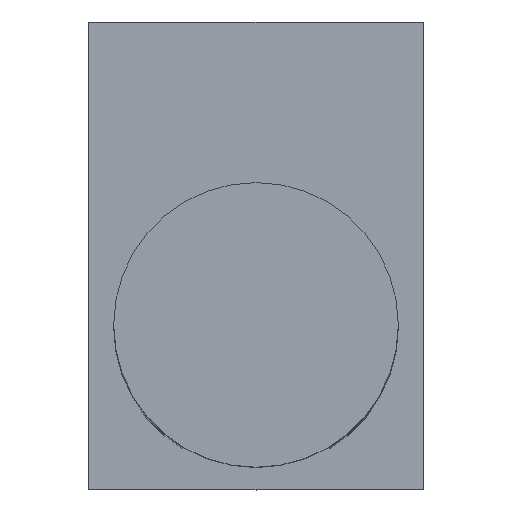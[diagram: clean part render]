
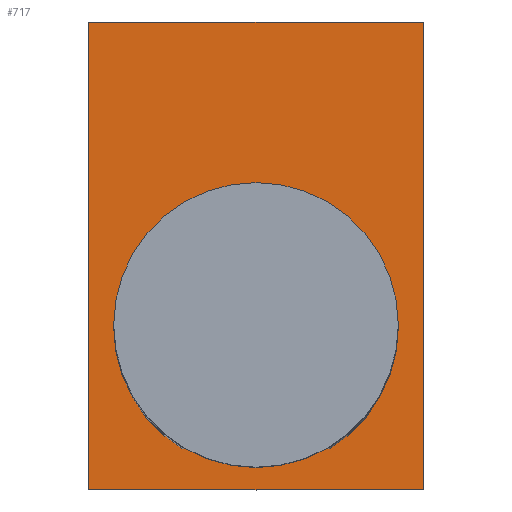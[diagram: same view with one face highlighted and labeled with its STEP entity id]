
A CAD part, top view. The second image highlights one B-rep face of the part: STEP entity #717.
In plain terms, the highlighted planar face has unit normal (0, 0, 1).
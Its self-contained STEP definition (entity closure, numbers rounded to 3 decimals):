
#4 = CARTESIAN_POINT ( 'NONE',  ( 0., -4., 0. ) ) ;
#43 = EDGE_CURVE ( 'NONE', #86, #266, #378, .T. ) ;
#52 = CARTESIAN_POINT ( 'NONE',  ( 0., 7.5, 0. ) ) ;
#79 = DIRECTION ( 'NONE',  ( 0., 0., 1. ) ) ;
#86 = VERTEX_POINT ( 'NONE', #160 ) ;
#89 = ORIENTED_EDGE ( 'NONE', *, *, #698, .T. ) ;
#94 = CARTESIAN_POINT ( 'NONE',  ( -4.107, 7.5, 0. ) ) ;
#95 = VERTEX_POINT ( 'NONE', #325 ) ;
#99 = LINE ( 'NONE', #120, #436 ) ;
#107 = CARTESIAN_POINT ( 'NONE',  ( -4.107, -4., 0. ) ) ;
#110 = ORIENTED_EDGE ( 'NONE', *, *, #273, .T. ) ;
#119 = VERTEX_POINT ( 'NONE', #507 ) ;
#120 = CARTESIAN_POINT ( 'NONE',  ( 4.107, 7.5, 0. ) ) ;
#125 = VERTEX_POINT ( 'NONE', #107 ) ;
#154 = CARTESIAN_POINT ( 'NONE',  ( 0., 0., 0. ) ) ;
#160 = CARTESIAN_POINT ( 'NONE',  ( 2., 0., 0. ) ) ;
#167 = DIRECTION ( 'NONE',  ( -1., 0., 0. ) ) ;
#175 = EDGE_LOOP ( 'NONE', ( #245, #677 ) ) ;
#215 = DIRECTION ( 'NONE',  ( 0., -1., 0. ) ) ;
#244 = DIRECTION ( 'NONE',  ( 0., 1., 0. ) ) ;
#245 = ORIENTED_EDGE ( 'NONE', *, *, #683, .F. ) ;
#256 = VECTOR ( 'NONE', #167, 1000. ) ;
#266 = VERTEX_POINT ( 'NONE', #645 ) ;
#269 = EDGE_CURVE ( 'NONE', #125, #380, #676, .T. ) ;
#270 = DIRECTION ( 'NONE',  ( 0., 0., 1. ) ) ;
#271 = FACE_BOUND ( 'NONE', #175, .T. ) ;
#273 = EDGE_CURVE ( 'NONE', #380, #95, #99, .T. ) ;
#321 = CARTESIAN_POINT ( 'NONE',  ( 0., 7.5, 0. ) ) ;
#324 = ORIENTED_EDGE ( 'NONE', *, *, #269, .T. ) ;
#325 = CARTESIAN_POINT ( 'NONE',  ( 4.107, 7.5, 0. ) ) ;
#328 = LINE ( 'NONE', #52, #256 ) ;
#365 = VECTOR ( 'NONE', #416, 1000. ) ;
#378 = CIRCLE ( 'NONE', #701, 2. ) ;
#380 = VERTEX_POINT ( 'NONE', #653 ) ;
#382 = PLANE ( 'NONE',  #428 ) ;
#390 = DIRECTION ( 'NONE',  ( 1., 0., 0. ) ) ;
#416 = DIRECTION ( 'NONE',  ( 1., 0., 0. ) ) ;
#428 = AXIS2_PLACEMENT_3D ( 'NONE', #321, #447, #390 ) ;
#436 = VECTOR ( 'NONE', #244, 1000. ) ;
#447 = DIRECTION ( 'NONE',  ( 0., 0., 1. ) ) ;
#454 = VECTOR ( 'NONE', #215, 1000. ) ;
#507 = CARTESIAN_POINT ( 'NONE',  ( -4.107, 7.5, 0. ) ) ;
#559 = LINE ( 'NONE', #94, #454 ) ;
#564 = DIRECTION ( 'NONE',  ( -1., 0., 0. ) ) ;
#570 = ORIENTED_EDGE ( 'NONE', *, *, #736, .T. ) ;
#604 = DIRECTION ( 'NONE',  ( -1., 0., 0. ) ) ;
#637 = FACE_OUTER_BOUND ( 'NONE', #697, .T. ) ;
#645 = CARTESIAN_POINT ( 'NONE',  ( -2., 0., 0. ) ) ;
#653 = CARTESIAN_POINT ( 'NONE',  ( 4.107, -4., 0. ) ) ;
#674 = AXIS2_PLACEMENT_3D ( 'NONE', #154, #270, #564 ) ;
#676 = LINE ( 'NONE', #4, #365 ) ;
#677 = ORIENTED_EDGE ( 'NONE', *, *, #43, .F. ) ;
#683 = EDGE_CURVE ( 'NONE', #266, #86, #747, .T. ) ;
#697 = EDGE_LOOP ( 'NONE', ( #110, #570, #89, #324 ) ) ;
#698 = EDGE_CURVE ( 'NONE', #119, #125, #559, .T. ) ;
#701 = AXIS2_PLACEMENT_3D ( 'NONE', #726, #79, #604 ) ;
#717 = ADVANCED_FACE ( 'NONE', ( #271, #637 ), #382, .T. ) ;
#726 = CARTESIAN_POINT ( 'NONE',  ( 0., 0., 0. ) ) ;
#736 = EDGE_CURVE ( 'NONE', #95, #119, #328, .T. ) ;
#747 = CIRCLE ( 'NONE', #674, 2. ) ;
